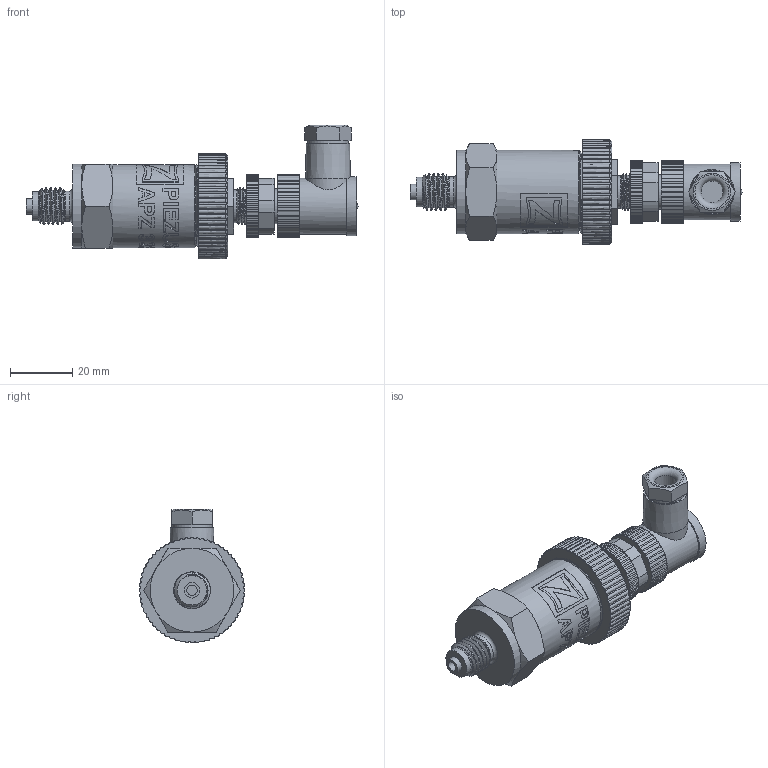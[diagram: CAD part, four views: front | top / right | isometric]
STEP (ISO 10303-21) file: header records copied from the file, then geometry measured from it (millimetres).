
FILE_DESCRIPTION(/* description */ (''),/* implementation_level */ '2;1');
FILE_NAME(/* name */ 'APZ3230_M12x1,5EN_M12x1-angular.step',/* time_stamp */ '2021-06-24T10:17:00+03:00',/* author */ (''),/* organization */ (''),/* preprocessor_version */ 'ST-DEVELOPER v18.1',/* originating_system */ 'Autodesk Translation Framework v10.9.0.1377',/* authorisation */ '');
FILE_SCHEMA (('AUTOMOTIVE_DESIGN { 1 0 10303 214 3 1 1 }'));
Products named in the file (6): APZ3230_M12x1,5EN_M12x1-angular; M12x1,5 EN; OMAL nut M27x1.5 v8; M12x1 male v16; Ш100.000.002 v4; M12x1 female angular v10
Assembly tree (5 placements, depth 2):
  APZ3230_M12x1,5EN_M12x1-angular
    M12x1,5 EN
    OMAL nut M27x1.5 v8
    M12x1 male v16
    Ш100.000.002 v4
    M12x1 female angular v10
Bounding box: 107.07 x 34 x 43.2 mm (x, y, z)
Volume: 47128.8 mm3; surface area: 19389.5 mm2
Topology: 16 solids, 16 shells, 994 faces, 2797 edges, 1881 vertices
Faces by surface type: bspline 456, cylinder 330, plane 172, cone 30, torus 5, sphere 1
Full cylindrical faces by diameter (mm): 1 x12, 1.5 x4, 3.3 x1, 5 x1, 7 x1, 8 x1, 8.2 x1, 9.471 x2, 9.5 x1, 9.8 x1, 10.137 x4, 10.6 x2, 10.741 x6, 11.035 x4, 11.156 x1, 11.85 x3, 11.884 x5, 12.152 x4, 13 x1, 14 x1, 14.137 x4, 14.526 x3, 15.85 x3, 16.203 x3, 18 x1, 19 x1, 21.4 x2, 22.3 x1, 22.4 x1, 24.5 x1
Entity records: 70685 total; most frequent: CARTESIAN_POINT 47657, ORIENTED_EDGE 5594, DIRECTION 3410, EDGE_CURVE 2797, VERTEX_POINT 1881, AXIS2_PLACEMENT_3D 1173, B_SPLINE_CURVE_WITH_KNOTS 1080, LINE 1064
